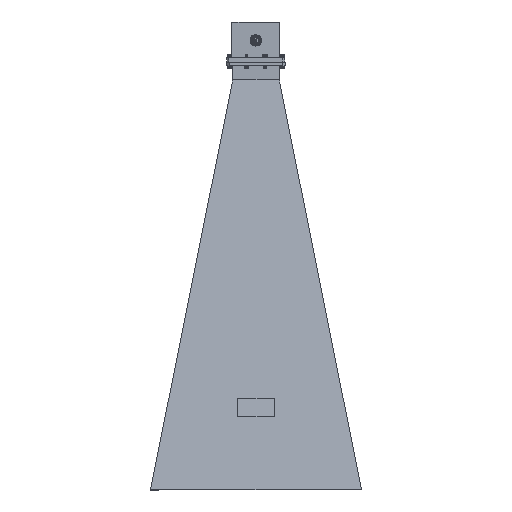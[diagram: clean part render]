
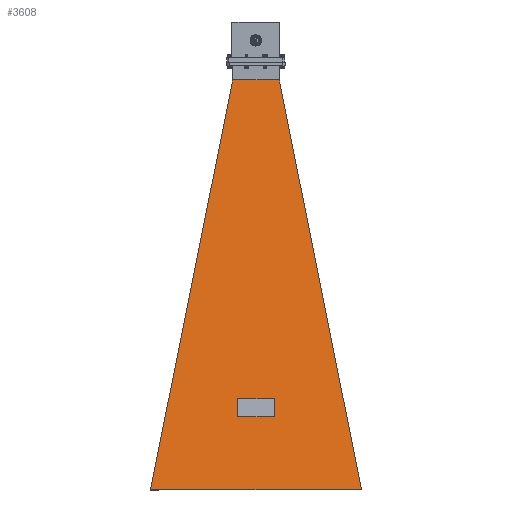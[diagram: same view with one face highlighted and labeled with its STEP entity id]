
A CAD part, top view. The second image highlights one B-rep face of the part: STEP entity #3608.
In plain terms, the highlighted face is planar.
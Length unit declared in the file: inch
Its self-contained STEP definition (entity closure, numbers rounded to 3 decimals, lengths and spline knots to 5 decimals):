
#228 = CARTESIAN_POINT ( 'NONE',  ( 3.63724, -1., 20.23404 ) ) ;
#476 = VECTOR ( 'NONE', #9864, 39.37008 ) ;
#603 = FACE_BOUND ( 'NONE', #2540, .T. ) ;
#667 = CARTESIAN_POINT ( 'NONE',  ( 3.63724, -1., 20.23404 ) ) ;
#887 = VECTOR ( 'NONE', #1953, 39.37008 ) ;
#945 = ORIENTED_EDGE ( 'NONE', *, *, #7747, .F. ) ;
#1094 = LINE ( 'NONE', #228, #2467 ) ;
#1436 = EDGE_CURVE ( 'NONE', #8902, #12762, #10395, .T. ) ;
#1836 = CARTESIAN_POINT ( 'NONE',  ( 4.27398, 5.7199, 24.18303 ) ) ;
#1953 = DIRECTION ( 'NONE',  ( 0.156, 0.194, 0.968 ) ) ;
#1955 = ORIENTED_EDGE ( 'NONE', *, *, #14165, .F. ) ;
#1973 = LINE ( 'NONE', #667, #6489 ) ;
#2048 = VERTEX_POINT ( 'NONE', #5202 ) ;
#2212 = CARTESIAN_POINT ( 'NONE',  ( 3.47805, -1., 19.24679 ) ) ;
#2262 = VECTOR ( 'NONE', #9544, 39.37008 ) ;
#2307 = EDGE_CURVE ( 'NONE', #7237, #6044, #11437, .T. ) ;
#2392 = EDGE_CURVE ( 'NONE', #3631, #7237, #12541, .T. ) ;
#2467 = VECTOR ( 'NONE', #13335, 39.37008 ) ;
#2529 = FACE_OUTER_BOUND ( 'NONE', #8261, .T. ) ;
#2540 = EDGE_LOOP ( 'NONE', ( #945, #5072, #3145, #1955 ) ) ;
#2719 = DIRECTION ( 'NONE',  ( -0.156, 0.194, -0.968 ) ) ;
#3145 = ORIENTED_EDGE ( 'NONE', *, *, #12701, .F. ) ;
#3608 = ADVANCED_FACE ( 'NONE', ( #603, #2529 ), #12828, .T. ) ;
#3631 = VERTEX_POINT ( 'NONE', #13596 ) ;
#4707 = DIRECTION ( 'NONE',  ( 0.987, 0., -0.159 ) ) ;
#4877 = CARTESIAN_POINT ( 'NONE',  ( 3.63724, 1., 20.23404 ) ) ;
#4970 = EDGE_CURVE ( 'NONE', #13075, #3631, #6839, .T. ) ;
#5072 = ORIENTED_EDGE ( 'NONE', *, *, #1436, .F. ) ;
#5202 = CARTESIAN_POINT ( 'NONE',  ( 3.63724, -1., 20.23404 ) ) ;
#5283 = VECTOR ( 'NONE', #2719, 39.37008 ) ;
#6044 = VERTEX_POINT ( 'NONE', #7249 ) ;
#6129 = CARTESIAN_POINT ( 'NONE',  ( 4.27398, -5.7199, 24.18303 ) ) ;
#6349 = ORIENTED_EDGE ( 'NONE', *, *, #10055, .T. ) ;
#6489 = VECTOR ( 'NONE', #7559, 39.37008 ) ;
#6499 = VECTOR ( 'NONE', #9300, 39.37008 ) ;
#6839 = LINE ( 'NONE', #11128, #10353 ) ;
#7237 = VERTEX_POINT ( 'NONE', #9839 ) ;
#7249 = CARTESIAN_POINT ( 'NONE',  ( 0.69055, 1.26364, 1.95904 ) ) ;
#7559 = DIRECTION ( 'NONE',  ( 0., -1., 0. ) ) ;
#7747 = EDGE_CURVE ( 'NONE', #12762, #2048, #1973, .T. ) ;
#7774 = DIRECTION ( 'NONE',  ( 0., -1., 0. ) ) ;
#8261 = EDGE_LOOP ( 'NONE', ( #9051, #6349, #9632, #14085 ) ) ;
#8390 = CARTESIAN_POINT ( 'NONE',  ( 0.69055, 0., 1.95904 ) ) ;
#8902 = VERTEX_POINT ( 'NONE', #13982 ) ;
#8991 = LINE ( 'NONE', #14314, #476 ) ;
#9051 = ORIENTED_EDGE ( 'NONE', *, *, #2307, .T. ) ;
#9300 = DIRECTION ( 'NONE',  ( 0.159, 0., 0.987 ) ) ;
#9544 = DIRECTION ( 'NONE',  ( 0., 1., 0. ) ) ;
#9632 = ORIENTED_EDGE ( 'NONE', *, *, #4970, .T. ) ;
#9651 = LINE ( 'NONE', #10590, #887 ) ;
#9839 = CARTESIAN_POINT ( 'NONE',  ( 0.69055, -1.26364, 1.95904 ) ) ;
#9864 = DIRECTION ( 'NONE',  ( 0., 1., 0. ) ) ;
#10055 = EDGE_CURVE ( 'NONE', #6044, #13075, #9651, .T. ) ;
#10353 = VECTOR ( 'NONE', #7774, 39.37008 ) ;
#10395 = LINE ( 'NONE', #4877, #6499 ) ;
#10590 = CARTESIAN_POINT ( 'NONE',  ( 0.69055, 1.26364, 1.95904 ) ) ;
#11128 = CARTESIAN_POINT ( 'NONE',  ( 4.27398, 0., 24.18303 ) ) ;
#11319 = DIRECTION ( 'NONE',  ( -0.159, 0., -0.987 ) ) ;
#11437 = LINE ( 'NONE', #8390, #2262 ) ;
#11467 = VERTEX_POINT ( 'NONE', #2212 ) ;
#11688 = AXIS2_PLACEMENT_3D ( 'NONE', #11720, #4707, #11319 ) ;
#11720 = CARTESIAN_POINT ( 'NONE',  ( 2.48, 0., 13.05697 ) ) ;
#12198 = CARTESIAN_POINT ( 'NONE',  ( 3.63724, 1., 20.23404 ) ) ;
#12541 = LINE ( 'NONE', #6129, #5283 ) ;
#12701 = EDGE_CURVE ( 'NONE', #11467, #8902, #8991, .T. ) ;
#12762 = VERTEX_POINT ( 'NONE', #12198 ) ;
#12828 = PLANE ( 'NONE',  #11688 ) ;
#13075 = VERTEX_POINT ( 'NONE', #1836 ) ;
#13335 = DIRECTION ( 'NONE',  ( -0.159, 0., -0.987 ) ) ;
#13596 = CARTESIAN_POINT ( 'NONE',  ( 4.27398, -5.7199, 24.18303 ) ) ;
#13982 = CARTESIAN_POINT ( 'NONE',  ( 3.47805, 1., 19.24679 ) ) ;
#14085 = ORIENTED_EDGE ( 'NONE', *, *, #2392, .T. ) ;
#14165 = EDGE_CURVE ( 'NONE', #2048, #11467, #1094, .T. ) ;
#14314 = CARTESIAN_POINT ( 'NONE',  ( 3.47805, -1., 19.24679 ) ) ;
